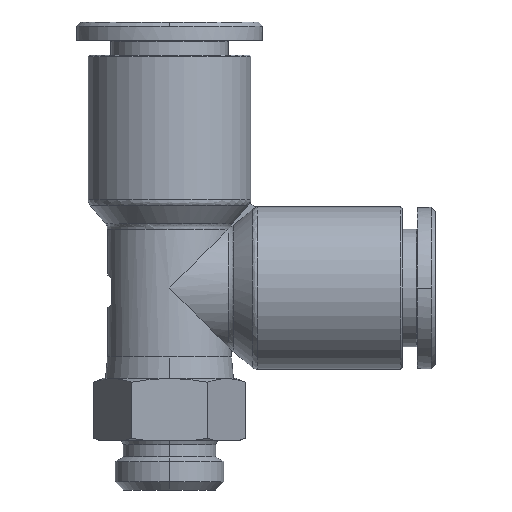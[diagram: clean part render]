
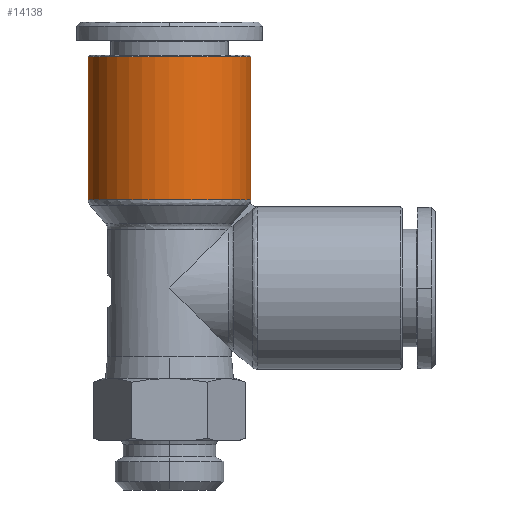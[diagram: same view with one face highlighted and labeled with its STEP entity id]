
A CAD part, front view. The second image highlights one B-rep face of the part: STEP entity #14138.
In plain terms, the highlighted cylindrical face has radius 9.85 mm (diameter 19.7 mm), a partial arc.
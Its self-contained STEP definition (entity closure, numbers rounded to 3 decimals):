
#441 = DIRECTION ( 'NONE',  ( 0., 0., 1. ) ) ;
#1879 = VERTEX_POINT ( 'NONE', #2496 ) ;
#1958 = VERTEX_POINT ( 'NONE', #26200 ) ;
#2004 = VERTEX_POINT ( 'NONE', #13733 ) ;
#2496 = CARTESIAN_POINT ( 'NONE',  ( -3.078, 0., 28. ) ) ;
#2575 = CARTESIAN_POINT ( 'NONE',  ( -3.078, 0., 18.3 ) ) ;
#3203 = DIRECTION ( 'NONE',  ( 0., 0., 1. ) ) ;
#5129 = DIRECTION ( 'NONE',  ( 1., 0., 0. ) ) ;
#5341 = EDGE_LOOP ( 'NONE', ( #21951, #6022, #21119, #17769 ) ) ;
#5497 = AXIS2_PLACEMENT_3D ( 'NONE', #21446, #8935, #17465 ) ;
#5984 = CYLINDRICAL_SURFACE ( 'NONE', #18009, 9.85 ) ;
#6022 = ORIENTED_EDGE ( 'NONE', *, *, #19488, .T. ) ;
#6620 = CIRCLE ( 'NONE', #7228, 9.85 ) ;
#7228 = AXIS2_PLACEMENT_3D ( 'NONE', #13397, #15429, #5129 ) ;
#7309 = LINE ( 'NONE', #24834, #9547 ) ;
#8158 = DIRECTION ( 'NONE',  ( 0., 0., 1. ) ) ;
#8935 = DIRECTION ( 'NONE',  ( 0., 0., -1. ) ) ;
#9525 = DIRECTION ( 'NONE',  ( 1., 0., 0. ) ) ;
#9547 = VECTOR ( 'NONE', #8158, 1000. ) ;
#9692 = EDGE_CURVE ( 'NONE', #1879, #13181, #12922, .T. ) ;
#12808 = CARTESIAN_POINT ( 'NONE',  ( -22.778, 0., 28. ) ) ;
#12922 = CIRCLE ( 'NONE', #5497, 9.85 ) ;
#13181 = VERTEX_POINT ( 'NONE', #12808 ) ;
#13397 = CARTESIAN_POINT ( 'NONE',  ( -12.928, 0., 10.664 ) ) ;
#13733 = CARTESIAN_POINT ( 'NONE',  ( -3.078, 0., 10.664 ) ) ;
#14138 = ADVANCED_FACE ( 'NONE', ( #26843 ), #5984, .T. ) ;
#15060 = VECTOR ( 'NONE', #441, 1000. ) ;
#15429 = DIRECTION ( 'NONE',  ( 0., 0., 1. ) ) ;
#16580 = EDGE_CURVE ( 'NONE', #2004, #1879, #17338, .T. ) ;
#17338 = LINE ( 'NONE', #2575, #15060 ) ;
#17465 = DIRECTION ( 'NONE',  ( 1., 0., 0. ) ) ;
#17769 = ORIENTED_EDGE ( 'NONE', *, *, #9692, .T. ) ;
#18009 = AXIS2_PLACEMENT_3D ( 'NONE', #23829, #3203, #9525 ) ;
#19488 = EDGE_CURVE ( 'NONE', #1958, #2004, #6620, .T. ) ;
#19735 = EDGE_CURVE ( 'NONE', #1958, #13181, #7309, .T. ) ;
#21119 = ORIENTED_EDGE ( 'NONE', *, *, #16580, .T. ) ;
#21446 = CARTESIAN_POINT ( 'NONE',  ( -12.928, 0., 28. ) ) ;
#21951 = ORIENTED_EDGE ( 'NONE', *, *, #19735, .F. ) ;
#23829 = CARTESIAN_POINT ( 'NONE',  ( -12.928, 0., 18.3 ) ) ;
#24834 = CARTESIAN_POINT ( 'NONE',  ( -22.778, 0., 18.3 ) ) ;
#26200 = CARTESIAN_POINT ( 'NONE',  ( -22.778, 0., 10.664 ) ) ;
#26843 = FACE_OUTER_BOUND ( 'NONE', #5341, .T. ) ;
